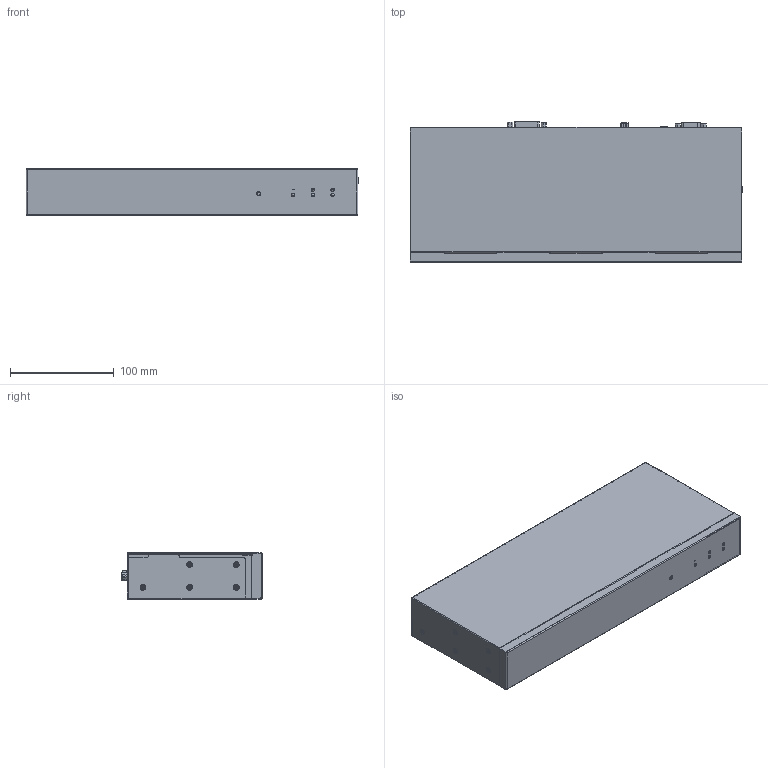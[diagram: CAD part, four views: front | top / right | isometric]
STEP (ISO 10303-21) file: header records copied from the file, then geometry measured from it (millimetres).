
FILE_DESCRIPTION (( 'STEP AP214' ), '1' );
FILE_NAME ('ST-FOUSB2DARS-LC (RX).STEP', '2018-06-07T15:48:11', ( 'test' ), ( '' ), 'SwSTEP 2.0', 'SolidWorks 2011', '' );
FILE_SCHEMA (( 'AUTOMOTIVE_DESIGN' ));
Length unit declared in the file: millimetre
Products named in the file (26): --22-BOLTOMVC霤堅_Countersunk Flat Head Cross Recess Screw_ISO_ISO 7046-1 - M3 x 30 - Z --- 30N; DVI_POST-_ル遽; mainboard_Rx2-_ル遽; audio_con-_ル遽; RJ11-_ル遽; usb_pcb-_ル遽; LC DUPLEX-_ル遽; LC Duplex Cover_071121-_ル遽; TOSA-_ル遽; LCDUPL~1-_ル遽; 2x10 pin array-pitch2_54-_晦獄 撲薑; Tx_PCB-; DIO-_ル遽; USB DUAL-_ル遽; usb3-_ル遽; USB2-_ル遽; USB1-_ル遽; TACT SWITCH1-_ル遽; LED-_ル遽; RS232-_ル遽; DVI_CON-_ル遽; DC_CON-_ル遽; mainboard_rx-_ル遽; TOP_Rx-_ル遽; BOTTOM_Rx-_ル遽; ST-FOUSB2DARS-LC (RX)
Assembly tree (44 placements, depth 4):
  ST-FOUSB2DARS-LC (RX)
    --22-BOLTOMVC霤堅_Countersunk Flat Head Cross Recess Screw_ISO_ISO 7046-1 - M3 x 30 - Z --- 30N  x10
    TOP_Rx-_ル遽
    DVI_POST-_ル遽  x4
    mainboard_Rx2-_ル遽
      DVI_CON-_ル遽
      RJ11-_ル遽
      LED-_ル遽  x5
      USB DUAL-_ル遽  x2
        usb3-_ル遽
        USB2-_ル遽
        USB1-_ル遽
      TACT SWITCH1-_ル遽
      LC DUPLEX-_ル遽  x2
        LC Duplex Cover_071121-_ル遽
        TOSA-_ル遽
        2x10 pin array-pitch2_54-_晦獄 撲薑
        LCDUPL~1-_ル遽
        Tx_PCB-
      RS232-_ル遽
      DC_CON-_ル遽
      mainboard_rx-_ル遽
      DIO-_ル遽
      audio_con-_ル遽
      usb_pcb-_ル遽
    BOTTOM_Rx-_ル遽
Bounding box: 320 x 135.3 x 44.45 mm (x, y, z)
Volume: 809861.3 mm3; surface area: 423228.4 mm2
Topology: 48 solids, 50 shells, 4098 faces, 10139 edges, 6577 vertices
Faces by surface type: plane 2479, cylinder 1365, cone 182, bspline 72
Entity records: 78603 total; most frequent: CARTESIAN_POINT 14203, DIRECTION 13371, ORIENTED_EDGE 12726, EDGE_CURVE 6384, AXIS2_PLACEMENT_3D 4527, LINE 4317, VECTOR 4317, VERTEX_POINT 4200
